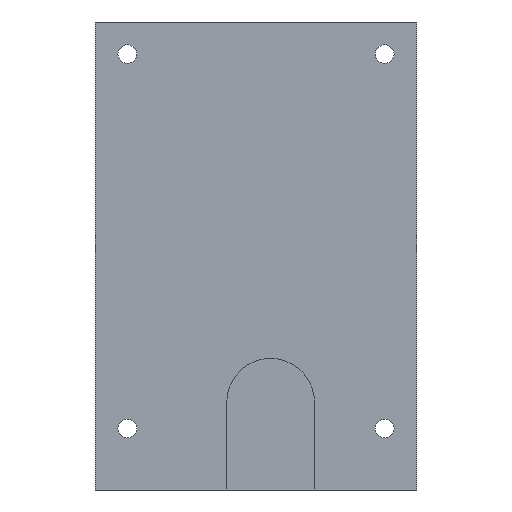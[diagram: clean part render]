
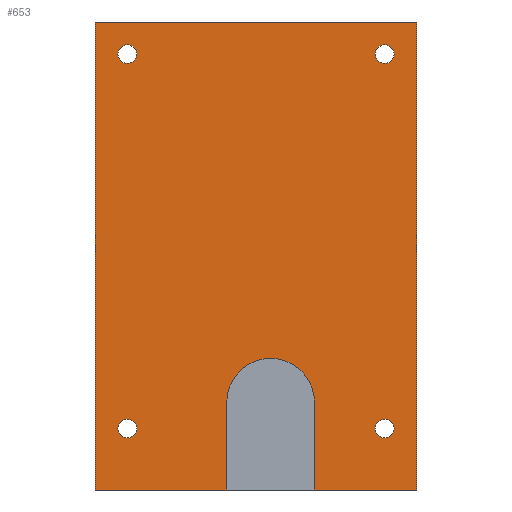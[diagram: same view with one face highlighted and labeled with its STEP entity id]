
A CAD part, front view. The second image highlights one B-rep face of the part: STEP entity #653.
In plain terms, the highlighted planar face has unit normal (0, -1, 0).
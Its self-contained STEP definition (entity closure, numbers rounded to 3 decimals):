
#15 = LINE ( 'NONE', #1085, #1493 ) ;
#16 = CARTESIAN_POINT ( 'NONE',  ( -5.5, 0., -5.5 ) ) ;
#31 = CARTESIAN_POINT ( 'NONE',  ( 0., 0., -80. ) ) ;
#34 = AXIS2_PLACEMENT_3D ( 'NONE', #172, #389, #861 ) ;
#35 = AXIS2_PLACEMENT_3D ( 'NONE', #860, #1442, #846 ) ;
#36 = ORIENTED_EDGE ( 'NONE', *, *, #307, .T. ) ;
#38 = VERTEX_POINT ( 'NONE', #309 ) ;
#41 = CARTESIAN_POINT ( 'NONE',  ( -49.5, 0., -5.5 ) ) ;
#51 = LINE ( 'NONE', #667, #619 ) ;
#58 = ORIENTED_EDGE ( 'NONE', *, *, #937, .F. ) ;
#71 = EDGE_LOOP ( 'NONE', ( #58, #494 ) ) ;
#72 = VERTEX_POINT ( 'NONE', #188 ) ;
#96 = CARTESIAN_POINT ( 'NONE',  ( -17.5, 0., -80. ) ) ;
#101 = DIRECTION ( 'NONE',  ( 0., 0., -1. ) ) ;
#135 = AXIS2_PLACEMENT_3D ( 'NONE', #370, #1208, #1329 ) ;
#138 = AXIS2_PLACEMENT_3D ( 'NONE', #322, #798, #1282 ) ;
#145 = PLANE ( 'NONE',  #968 ) ;
#147 = LINE ( 'NONE', #849, #1440 ) ;
#154 = CARTESIAN_POINT ( 'NONE',  ( -5.5, 0., -3.9 ) ) ;
#159 = DIRECTION ( 'NONE',  ( 0., 0., -1. ) ) ;
#169 = ORIENTED_EDGE ( 'NONE', *, *, #1376, .F. ) ;
#171 = CARTESIAN_POINT ( 'NONE',  ( -5.5, 0., -7.1 ) ) ;
#172 = CARTESIAN_POINT ( 'NONE',  ( -49.5, 0., -69.5 ) ) ;
#176 = VERTEX_POINT ( 'NONE', #810 ) ;
#185 = CIRCLE ( 'NONE', #289, 1.6 ) ;
#188 = CARTESIAN_POINT ( 'NONE',  ( -49.5, 0., -3.9 ) ) ;
#198 = LINE ( 'NONE', #807, #451 ) ;
#200 = EDGE_LOOP ( 'NONE', ( #1270, #701, #169, #1035, #1513, #555, #320, #36 ) ) ;
#201 = EDGE_LOOP ( 'NONE', ( #283, #603 ) ) ;
#219 = ORIENTED_EDGE ( 'NONE', *, *, #866, .F. ) ;
#234 = VERTEX_POINT ( 'NONE', #154 ) ;
#245 = CARTESIAN_POINT ( 'NONE',  ( -49.5, 0., -5.5 ) ) ;
#248 = EDGE_CURVE ( 'NONE', #234, #1180, #1014, .T. ) ;
#250 = EDGE_CURVE ( 'NONE', #176, #1433, #636, .T. ) ;
#273 = DIRECTION ( 'NONE',  ( 0., -1., 0. ) ) ;
#283 = ORIENTED_EDGE ( 'NONE', *, *, #550, .F. ) ;
#289 = AXIS2_PLACEMENT_3D ( 'NONE', #1275, #1542, #101 ) ;
#304 = EDGE_CURVE ( 'NONE', #518, #1433, #147, .T. ) ;
#307 = EDGE_CURVE ( 'NONE', #851, #675, #1220, .T. ) ;
#309 = CARTESIAN_POINT ( 'NONE',  ( -5.5, 0., -71.1 ) ) ;
#314 = CIRCLE ( 'NONE', #694, 1.6 ) ;
#317 = EDGE_CURVE ( 'NONE', #72, #1428, #314, .T. ) ;
#318 = VERTEX_POINT ( 'NONE', #1464 ) ;
#319 = AXIS2_PLACEMENT_3D ( 'NONE', #437, #273, #756 ) ;
#320 = ORIENTED_EDGE ( 'NONE', *, *, #817, .F. ) ;
#322 = CARTESIAN_POINT ( 'NONE',  ( -5.5, 0., -69.5 ) ) ;
#350 = ORIENTED_EDGE ( 'NONE', *, *, #1299, .F. ) ;
#369 = CIRCLE ( 'NONE', #135, 7.5 ) ;
#370 = CARTESIAN_POINT ( 'NONE',  ( -25., 0., -65. ) ) ;
#374 = DIRECTION ( 'NONE',  ( 1., 0., 0. ) ) ;
#378 = CARTESIAN_POINT ( 'NONE',  ( -5.5, 0., -67.9 ) ) ;
#379 = DIRECTION ( 'NONE',  ( 0., 0., -1. ) ) ;
#389 = DIRECTION ( 'NONE',  ( 0., -1., 0. ) ) ;
#391 = DIRECTION ( 'NONE',  ( 1., 0., 0. ) ) ;
#401 = DIRECTION ( 'NONE',  ( 0., 0., 1. ) ) ;
#437 = CARTESIAN_POINT ( 'NONE',  ( -5.5, 0., -69.5 ) ) ;
#445 = VERTEX_POINT ( 'NONE', #1390 ) ;
#447 = LINE ( 'NONE', #96, #1097 ) ;
#450 = ORIENTED_EDGE ( 'NONE', *, *, #584, .F. ) ;
#451 = VECTOR ( 'NONE', #1291, 1000. ) ;
#457 = DIRECTION ( 'NONE',  ( 0., 0., 1. ) ) ;
#494 = ORIENTED_EDGE ( 'NONE', *, *, #248, .F. ) ;
#516 = CARTESIAN_POINT ( 'NONE',  ( 0., 0., 0. ) ) ;
#518 = VERTEX_POINT ( 'NONE', #1322 ) ;
#521 = CIRCLE ( 'NONE', #1094, 1.6 ) ;
#550 = EDGE_CURVE ( 'NONE', #1428, #72, #521, .T. ) ;
#555 = ORIENTED_EDGE ( 'NONE', *, *, #250, .F. ) ;
#584 = EDGE_CURVE ( 'NONE', #318, #1441, #640, .T. ) ;
#596 = VERTEX_POINT ( 'NONE', #1130 ) ;
#603 = ORIENTED_EDGE ( 'NONE', *, *, #317, .F. ) ;
#619 = VECTOR ( 'NONE', #892, 1000. ) ;
#623 = CARTESIAN_POINT ( 'NONE',  ( 0., 0., 0. ) ) ;
#636 = LINE ( 'NONE', #516, #1040 ) ;
#640 = CIRCLE ( 'NONE', #34, 1.6 ) ;
#653 = ADVANCED_FACE ( 'NONE', ( #757, #1234, #1110, #887, #1463 ), #145, .T. ) ;
#667 = CARTESIAN_POINT ( 'NONE',  ( -32.5, 0., -80. ) ) ;
#672 = CIRCLE ( 'NONE', #35, 1.6 ) ;
#674 = EDGE_LOOP ( 'NONE', ( #1251, #350 ) ) ;
#675 = VERTEX_POINT ( 'NONE', #771 ) ;
#694 = AXIS2_PLACEMENT_3D ( 'NONE', #41, #993, #1002 ) ;
#701 = ORIENTED_EDGE ( 'NONE', *, *, #985, .F. ) ;
#756 = DIRECTION ( 'NONE',  ( 0., 0., -1. ) ) ;
#757 = FACE_BOUND ( 'NONE', #885, .T. ) ;
#771 = CARTESIAN_POINT ( 'NONE',  ( -32.5, 0., -80. ) ) ;
#798 = DIRECTION ( 'NONE',  ( 0., -1., 0. ) ) ;
#807 = CARTESIAN_POINT ( 'NONE',  ( -55., 0., -80. ) ) ;
#810 = CARTESIAN_POINT ( 'NONE',  ( -55., 0., 0. ) ) ;
#817 = EDGE_CURVE ( 'NONE', #851, #176, #198, .T. ) ;
#846 = DIRECTION ( 'NONE',  ( 0., 0., -1. ) ) ;
#848 = DIRECTION ( 'NONE',  ( 1., 0., 0. ) ) ;
#849 = CARTESIAN_POINT ( 'NONE',  ( 0., 0., -80. ) ) ;
#851 = VERTEX_POINT ( 'NONE', #933 ) ;
#860 = CARTESIAN_POINT ( 'NONE',  ( -5.5, 0., -5.5 ) ) ;
#861 = DIRECTION ( 'NONE',  ( 0., 0., -1. ) ) ;
#866 = EDGE_CURVE ( 'NONE', #1441, #318, #185, .T. ) ;
#885 = EDGE_LOOP ( 'NONE', ( #450, #219 ) ) ;
#887 = FACE_BOUND ( 'NONE', #201, .T. ) ;
#892 = DIRECTION ( 'NONE',  ( 0., 0., -1. ) ) ;
#933 = CARTESIAN_POINT ( 'NONE',  ( -55., 0., -80. ) ) ;
#937 = EDGE_CURVE ( 'NONE', #1180, #234, #672, .T. ) ;
#965 = VECTOR ( 'NONE', #374, 1000. ) ;
#968 = AXIS2_PLACEMENT_3D ( 'NONE', #31, #991, #159 ) ;
#985 = EDGE_CURVE ( 'NONE', #596, #445, #369, .T. ) ;
#991 = DIRECTION ( 'NONE',  ( 0., -1., 0. ) ) ;
#993 = DIRECTION ( 'NONE',  ( 0., -1., 0. ) ) ;
#997 = CIRCLE ( 'NONE', #319, 1.6 ) ;
#1002 = DIRECTION ( 'NONE',  ( 0., 0., -1. ) ) ;
#1003 = VERTEX_POINT ( 'NONE', #1202 ) ;
#1014 = CIRCLE ( 'NONE', #1242, 1.6 ) ;
#1035 = ORIENTED_EDGE ( 'NONE', *, *, #1472, .T. ) ;
#1040 = VECTOR ( 'NONE', #391, 1000. ) ;
#1075 = VERTEX_POINT ( 'NONE', #378 ) ;
#1085 = CARTESIAN_POINT ( 'NONE',  ( 0., 0., -80. ) ) ;
#1094 = AXIS2_PLACEMENT_3D ( 'NONE', #245, #1450, #379 ) ;
#1097 = VECTOR ( 'NONE', #457, 1000. ) ;
#1104 = CARTESIAN_POINT ( 'NONE',  ( -49.5, 0., -67.9 ) ) ;
#1107 = EDGE_CURVE ( 'NONE', #445, #675, #51, .T. ) ;
#1110 = FACE_BOUND ( 'NONE', #71, .T. ) ;
#1130 = CARTESIAN_POINT ( 'NONE',  ( -17.5, 0., -65. ) ) ;
#1180 = VERTEX_POINT ( 'NONE', #171 ) ;
#1202 = CARTESIAN_POINT ( 'NONE',  ( -17.5, 0., -80. ) ) ;
#1208 = DIRECTION ( 'NONE',  ( 0., -1., 0. ) ) ;
#1220 = LINE ( 'NONE', #1241, #965 ) ;
#1232 = EDGE_CURVE ( 'NONE', #38, #1075, #997, .T. ) ;
#1234 = FACE_BOUND ( 'NONE', #674, .T. ) ;
#1241 = CARTESIAN_POINT ( 'NONE',  ( 0., 0., -80. ) ) ;
#1242 = AXIS2_PLACEMENT_3D ( 'NONE', #16, #1452, #1458 ) ;
#1251 = ORIENTED_EDGE ( 'NONE', *, *, #1232, .F. ) ;
#1270 = ORIENTED_EDGE ( 'NONE', *, *, #1107, .F. ) ;
#1275 = CARTESIAN_POINT ( 'NONE',  ( -49.5, 0., -69.5 ) ) ;
#1282 = DIRECTION ( 'NONE',  ( 0., 0., -1. ) ) ;
#1291 = DIRECTION ( 'NONE',  ( 0., 0., 1. ) ) ;
#1299 = EDGE_CURVE ( 'NONE', #1075, #38, #1519, .T. ) ;
#1322 = CARTESIAN_POINT ( 'NONE',  ( 0., 0., -80. ) ) ;
#1329 = DIRECTION ( 'NONE',  ( 0., 0., -1. ) ) ;
#1376 = EDGE_CURVE ( 'NONE', #1003, #596, #447, .T. ) ;
#1390 = CARTESIAN_POINT ( 'NONE',  ( -32.5, 0., -65. ) ) ;
#1428 = VERTEX_POINT ( 'NONE', #1510 ) ;
#1433 = VERTEX_POINT ( 'NONE', #623 ) ;
#1440 = VECTOR ( 'NONE', #401, 1000. ) ;
#1441 = VERTEX_POINT ( 'NONE', #1104 ) ;
#1442 = DIRECTION ( 'NONE',  ( 0., -1., 0. ) ) ;
#1450 = DIRECTION ( 'NONE',  ( 0., -1., 0. ) ) ;
#1452 = DIRECTION ( 'NONE',  ( 0., -1., 0. ) ) ;
#1458 = DIRECTION ( 'NONE',  ( 0., 0., -1. ) ) ;
#1463 = FACE_OUTER_BOUND ( 'NONE', #200, .T. ) ;
#1464 = CARTESIAN_POINT ( 'NONE',  ( -49.5, 0., -71.1 ) ) ;
#1472 = EDGE_CURVE ( 'NONE', #1003, #518, #15, .T. ) ;
#1493 = VECTOR ( 'NONE', #848, 1000. ) ;
#1510 = CARTESIAN_POINT ( 'NONE',  ( -49.5, 0., -7.1 ) ) ;
#1513 = ORIENTED_EDGE ( 'NONE', *, *, #304, .T. ) ;
#1519 = CIRCLE ( 'NONE', #138, 1.6 ) ;
#1542 = DIRECTION ( 'NONE',  ( 0., -1., 0. ) ) ;
